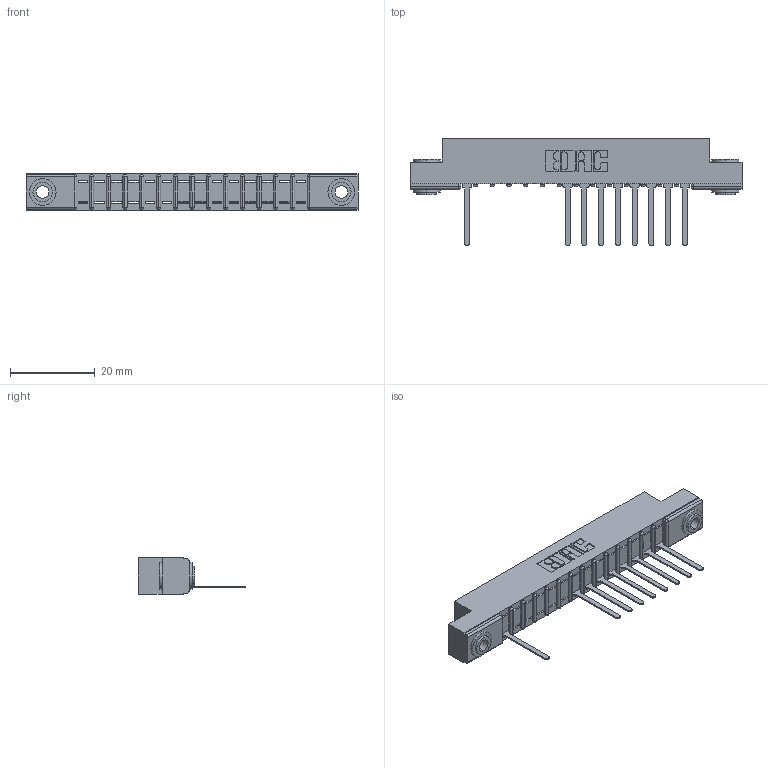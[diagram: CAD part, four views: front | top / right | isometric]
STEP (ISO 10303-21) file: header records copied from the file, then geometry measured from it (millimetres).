
FILE_DESCRIPTION (( 'STEP AP203' ), '1' );
FILE_NAME ('357-014-547-103.STEP', '2018-08-07T23:33:56', ( '' ), ( '' ), 'SwSTEP 2.0', 'SolidWorks 2016', '' );
FILE_SCHEMA (( 'CONFIG_CONTROL_DESIGN' ));
Length unit declared in the file: inch
Products named in the file (4): 307-290-001_547; 345-250-002_345-250-002-102; 357-014-547-103; 307 Part_.156 Dia Mounting Holes
Assembly tree (12 placements, depth 2):
  357-014-547-103
    307 Part_.156 Dia Mounting Holes
    307-290-001_547  x9
    345-250-002_345-250-002-102  x2
Bounding box: 78.49 x 25.43 x 8.71 mm (x, y, z)
Volume: 4924.8 mm3; surface area: 7269.9 mm2
Topology: 12 solids, 12 shells, 789 faces, 2213 edges, 1418 vertices
Faces by surface type: plane 487, cylinder 264, sphere 30, cone 8
Entity records: 16327 total; most frequent: CARTESIAN_POINT 2740, ORIENTED_EDGE 2722, DIRECTION 2691, EDGE_CURVE 1361, VECTOR 1025, LINE 1025, VERTEX_POINT 882, AXIS2_PLACEMENT_3D 833
